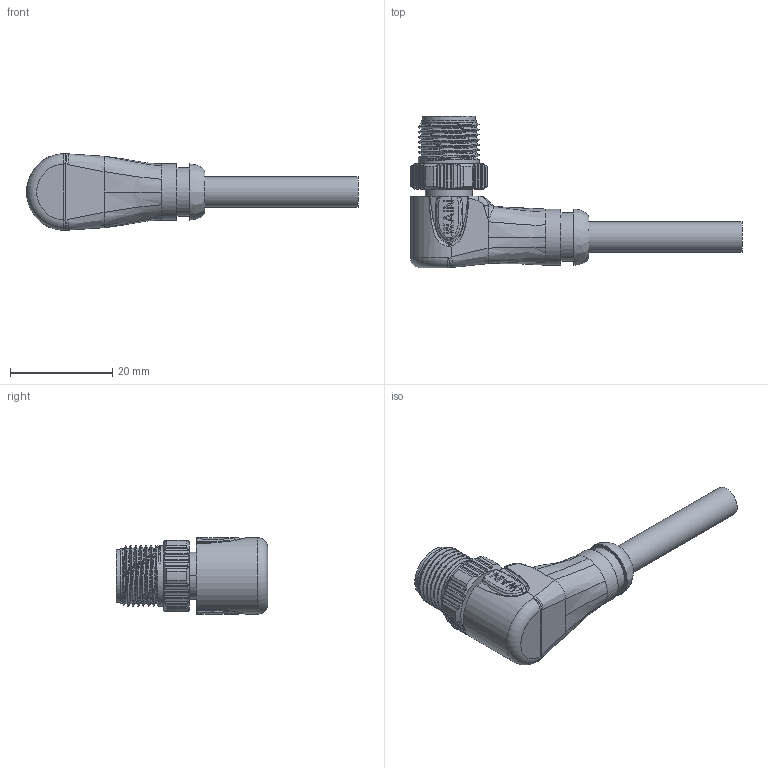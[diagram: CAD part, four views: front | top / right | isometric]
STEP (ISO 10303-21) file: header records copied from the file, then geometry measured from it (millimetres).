
FILE_DESCRIPTION(/* description */ (''),/* implementation_level */ '2;1');
FILE_NAME(/* name */ '1111111.stp',/* time_stamp */ '2023-12-22T18:55:40+08:00',/* author */ (''),/* organization */ (''),/* preprocessor_version */ 'ST-DEVELOPER v18.1',/* originating_system */ 'SIEMENS PLM Software NX 1980',/* authorisation */ '');
FILE_SCHEMA (('AUTOMOTIVE_DESIGN { 1 0 10303 214 3 1 1 1 }'));
Length unit declared in the file: millimetre
Products named in the file (1): 1111111
Bounding box: 65.09 x 29.7 x 15 mm (x, y, z)
Surface area: 3678.7 mm2 (no closed solid volume)
Topology: 0 solids, 1 shells, 403 faces, 1122 edges, 734 vertices
Faces by surface type: plane 211, cylinder 106, bspline 50, cone 17, torus 10, sphere 7, extrusion 2
Full cylindrical faces by diameter (mm): 1 x10, 1.15 x5, 2 x1, 2.2 x5, 6 x1, 9.5 x1, 10.4 x1, 10.8 x1, 11 x1, 11.89 x7
Entity records: 19680 total; most frequent: CARTESIAN_POINT 10874, ORIENTED_EDGE 2072, DIRECTION 1367, EDGE_CURVE 1036, VERTEX_POINT 702, B_SPLINE_CURVE_WITH_KNOTS 497, AXIS2_PLACEMENT_3D 483, EDGE_LOOP 460
